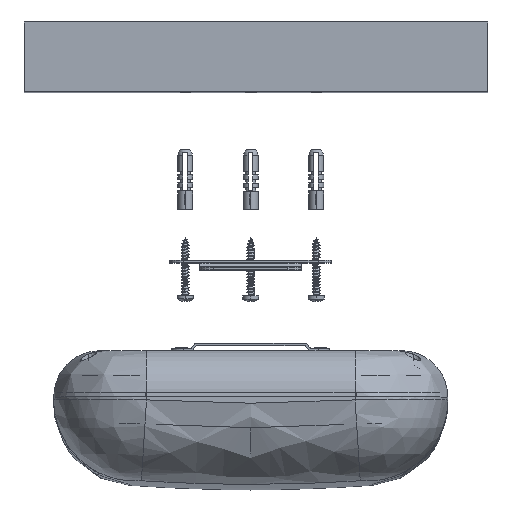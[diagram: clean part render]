
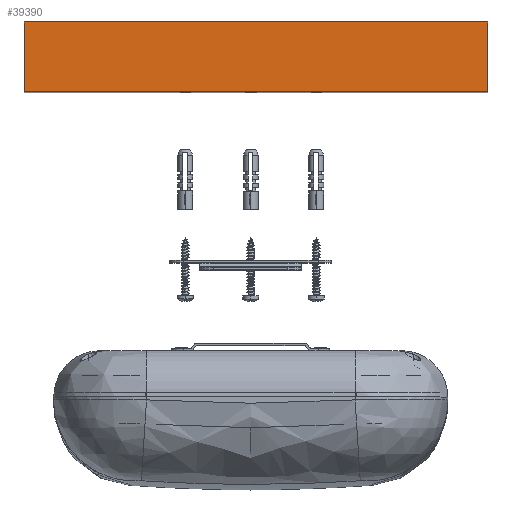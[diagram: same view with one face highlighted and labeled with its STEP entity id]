
A CAD part, top view. The second image highlights one B-rep face of the part: STEP entity #39390.
In plain terms, the highlighted planar face has unit normal (0, 0, 1).
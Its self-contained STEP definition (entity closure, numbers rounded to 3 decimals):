
#1223 = ORIENTED_EDGE ( 'NONE', *, *, #47977, .F. ) ;
#2426 = LINE ( 'NONE', #18746, #36079 ) ;
#2602 = VECTOR ( 'NONE', #4790, 1000. ) ;
#4790 = DIRECTION ( 'NONE',  ( 1., 0., 0. ) ) ;
#6612 = AXIS2_PLACEMENT_3D ( 'NONE', #19821, #43760, #31918 ) ;
#7214 = VECTOR ( 'NONE', #42697, 1000. ) ;
#7685 = LINE ( 'NONE', #48194, #2602 ) ;
#11007 = VERTEX_POINT ( 'NONE', #13618 ) ;
#13618 = CARTESIAN_POINT ( 'NONE',  ( 102.244, 186.641, 125. ) ) ;
#16869 = ORIENTED_EDGE ( 'NONE', *, *, #42394, .F. ) ;
#18266 = VERTEX_POINT ( 'NONE', #25783 ) ;
#18746 = CARTESIAN_POINT ( 'NONE',  ( -97.756, 156.641, 125. ) ) ;
#19562 = FACE_OUTER_BOUND ( 'NONE', #39242, .T. ) ;
#19821 = CARTESIAN_POINT ( 'NONE',  ( -97.756, 186.641, 125. ) ) ;
#21978 = ORIENTED_EDGE ( 'NONE', *, *, #43417, .F. ) ;
#22230 = EDGE_CURVE ( 'NONE', #11007, #42957, #31883, .T. ) ;
#23922 = ORIENTED_EDGE ( 'NONE', *, *, #22230, .F. ) ;
#25783 = CARTESIAN_POINT ( 'NONE',  ( -97.756, 156.641, 125. ) ) ;
#26246 = CARTESIAN_POINT ( 'NONE',  ( 102.244, 156.641, 125. ) ) ;
#26908 = VECTOR ( 'NONE', #30259, 1000. ) ;
#27421 = CARTESIAN_POINT ( 'NONE',  ( 102.244, 186.641, 125. ) ) ;
#30259 = DIRECTION ( 'NONE',  ( 0., 1., 0. ) ) ;
#31883 = LINE ( 'NONE', #27421, #7214 ) ;
#31918 = DIRECTION ( 'NONE',  ( -1., 0., 0. ) ) ;
#33713 = VERTEX_POINT ( 'NONE', #37516 ) ;
#34485 = CARTESIAN_POINT ( 'NONE',  ( -97.756, 186.641, 125. ) ) ;
#36079 = VECTOR ( 'NONE', #42184, 1000. ) ;
#37516 = CARTESIAN_POINT ( 'NONE',  ( -97.756, 186.641, 125. ) ) ;
#39242 = EDGE_LOOP ( 'NONE', ( #23922, #21978, #16869, #1223 ) ) ;
#39390 = ADVANCED_FACE ( 'NONE', ( #19562 ), #42987, .F. ) ;
#42184 = DIRECTION ( 'NONE',  ( -1., 0., 0. ) ) ;
#42394 = EDGE_CURVE ( 'NONE', #18266, #33713, #45792, .T. ) ;
#42697 = DIRECTION ( 'NONE',  ( 0., -1., 0. ) ) ;
#42957 = VERTEX_POINT ( 'NONE', #26246 ) ;
#42987 = PLANE ( 'NONE',  #6612 ) ;
#43417 = EDGE_CURVE ( 'NONE', #33713, #11007, #7685, .T. ) ;
#43760 = DIRECTION ( 'NONE',  ( 0., 0., -1. ) ) ;
#45792 = LINE ( 'NONE', #34485, #26908 ) ;
#47977 = EDGE_CURVE ( 'NONE', #42957, #18266, #2426, .T. ) ;
#48194 = CARTESIAN_POINT ( 'NONE',  ( 0., 186.641, 125. ) ) ;
